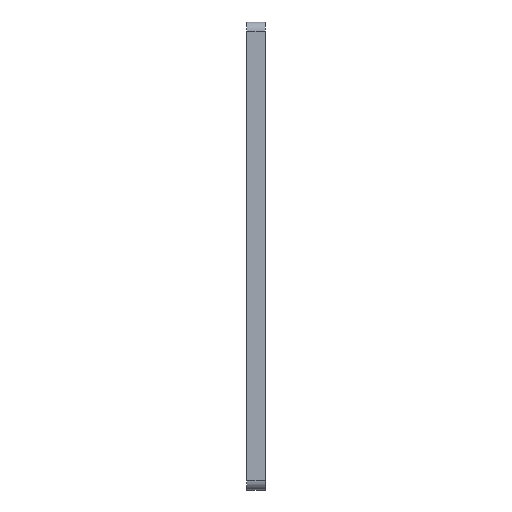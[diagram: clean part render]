
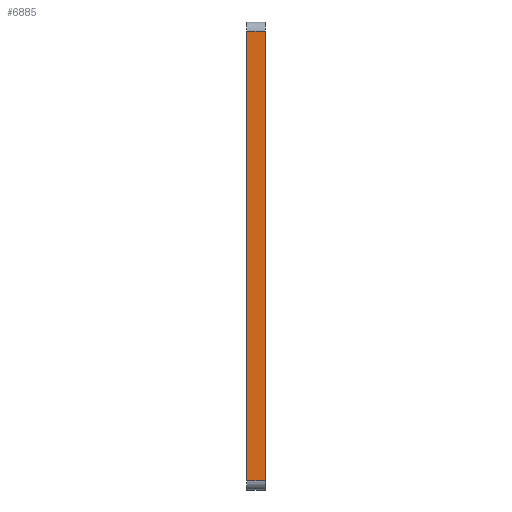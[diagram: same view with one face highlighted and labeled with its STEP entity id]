
A CAD part, left-side view. The second image highlights one B-rep face of the part: STEP entity #6885.
In plain terms, the highlighted planar face has unit normal (-1, 0, 0).
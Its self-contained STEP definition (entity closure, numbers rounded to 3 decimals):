
#378 = VERTEX_POINT ( 'NONE', #1519 ) ;
#490 = LINE ( 'NONE', #9033, #3710 ) ;
#962 = CARTESIAN_POINT ( 'NONE',  ( -50., 4., -48. ) ) ;
#1128 = LINE ( 'NONE', #10659, #11180 ) ;
#1136 = EDGE_LOOP ( 'NONE', ( #10322, #9290, #11075, #5344 ) ) ;
#1209 = DIRECTION ( 'NONE',  ( 0., 1., 0. ) ) ;
#1519 = CARTESIAN_POINT ( 'NONE',  ( -50., 0., 48. ) ) ;
#2094 = DIRECTION ( 'NONE',  ( 0., 0., 1. ) ) ;
#2137 = DIRECTION ( 'NONE',  ( 0., 0., -1. ) ) ;
#2159 = LINE ( 'NONE', #5553, #12737 ) ;
#3710 = VECTOR ( 'NONE', #7880, 1000. ) ;
#4516 = FACE_OUTER_BOUND ( 'NONE', #1136, .T. ) ;
#5344 = ORIENTED_EDGE ( 'NONE', *, *, #9514, .T. ) ;
#5553 = CARTESIAN_POINT ( 'NONE',  ( -50., 4., 48. ) ) ;
#6110 = CARTESIAN_POINT ( 'NONE',  ( -50., 0., -48. ) ) ;
#6378 = VERTEX_POINT ( 'NONE', #11768 ) ;
#6439 = PLANE ( 'NONE',  #12753 ) ;
#6531 = DIRECTION ( 'NONE',  ( 0., -1., 0. ) ) ;
#6862 = EDGE_CURVE ( 'NONE', #12423, #8364, #7697, .T. ) ;
#6885 = ADVANCED_FACE ( 'NONE', ( #4516 ), #6439, .F. ) ;
#7552 = DIRECTION ( 'NONE',  ( 1., 0., 0. ) ) ;
#7697 = LINE ( 'NONE', #962, #12712 ) ;
#7870 = CARTESIAN_POINT ( 'NONE',  ( -50., 4., -48. ) ) ;
#7880 = DIRECTION ( 'NONE',  ( 0., 0., 1. ) ) ;
#8082 = EDGE_CURVE ( 'NONE', #12423, #6378, #490, .T. ) ;
#8364 = VERTEX_POINT ( 'NONE', #6110 ) ;
#9033 = CARTESIAN_POINT ( 'NONE',  ( -50., 4., -50. ) ) ;
#9290 = ORIENTED_EDGE ( 'NONE', *, *, #6862, .T. ) ;
#9514 = EDGE_CURVE ( 'NONE', #378, #6378, #2159, .T. ) ;
#10322 = ORIENTED_EDGE ( 'NONE', *, *, #8082, .F. ) ;
#10659 = CARTESIAN_POINT ( 'NONE',  ( -50., 0., -50. ) ) ;
#10999 = EDGE_CURVE ( 'NONE', #8364, #378, #1128, .T. ) ;
#11075 = ORIENTED_EDGE ( 'NONE', *, *, #10999, .T. ) ;
#11180 = VECTOR ( 'NONE', #2094, 1000. ) ;
#11754 = CARTESIAN_POINT ( 'NONE',  ( -50., 4., -50. ) ) ;
#11768 = CARTESIAN_POINT ( 'NONE',  ( -50., 4., 48. ) ) ;
#12423 = VERTEX_POINT ( 'NONE', #7870 ) ;
#12712 = VECTOR ( 'NONE', #6531, 1000. ) ;
#12737 = VECTOR ( 'NONE', #1209, 1000. ) ;
#12753 = AXIS2_PLACEMENT_3D ( 'NONE', #11754, #7552, #2137 ) ;
